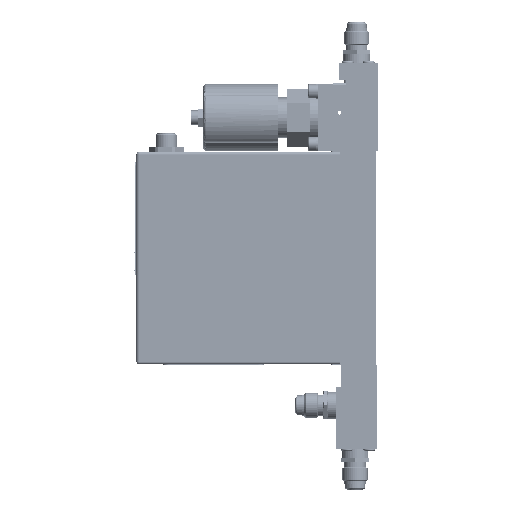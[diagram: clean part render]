
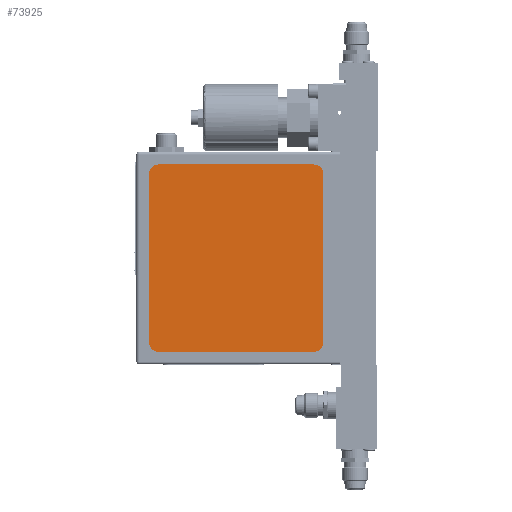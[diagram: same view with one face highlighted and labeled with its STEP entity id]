
A CAD part, left-side view. The second image highlights one B-rep face of the part: STEP entity #73925.
In plain terms, the highlighted face is planar.
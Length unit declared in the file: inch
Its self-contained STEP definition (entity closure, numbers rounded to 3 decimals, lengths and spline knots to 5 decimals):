
#1656 = DIRECTION ( 'NONE',  ( 0., -1., 0. ) ) ;
#1687 = EDGE_LOOP ( 'NONE', ( #46362, #22498, #114534, #57773, #97767, #100233, #26529, #58081 ) ) ;
#1891 = VERTEX_POINT ( 'NONE', #99490 ) ;
#4029 = DIRECTION ( 'NONE',  ( 1., 0., 0. ) ) ;
#6206 = CARTESIAN_POINT ( 'NONE',  ( 0.20866, 3.89764, 0.01 ) ) ;
#9038 = VECTOR ( 'NONE', #45162, 39.37008 ) ;
#9110 = VERTEX_POINT ( 'NONE', #104124 ) ;
#10431 = DIRECTION ( 'NONE',  ( -1., 0., 0. ) ) ;
#10599 = EDGE_CURVE ( 'NONE', #19653, #83843, #57335, .T. ) ;
#15647 = DIRECTION ( 'NONE',  ( 0., 0., 1. ) ) ;
#16616 = VECTOR ( 'NONE', #4029, 39.37008 ) ;
#16742 = EDGE_CURVE ( 'NONE', #1891, #95230, #86496, .T. ) ;
#16908 = CARTESIAN_POINT ( 'NONE',  ( 3.97638, 0.20866, 0.01 ) ) ;
#17489 = CARTESIAN_POINT ( 'NONE',  ( 3.97638, 3.68898, 0.01 ) ) ;
#19653 = VERTEX_POINT ( 'NONE', #68925 ) ;
#20883 = AXIS2_PLACEMENT_3D ( 'NONE', #94723, #124126, #25709 ) ;
#22498 = ORIENTED_EDGE ( 'NONE', *, *, #93678, .T. ) ;
#25709 = DIRECTION ( 'NONE',  ( -1., 0., 0. ) ) ;
#26529 = ORIENTED_EDGE ( 'NONE', *, *, #94817, .T. ) ;
#27399 = LINE ( 'NONE', #86212, #92659 ) ;
#27433 = AXIS2_PLACEMENT_3D ( 'NONE', #39187, #69850, #10431 ) ;
#34932 = CARTESIAN_POINT ( 'NONE',  ( 0., 3.68898, 0.01 ) ) ;
#35990 = DIRECTION ( 'NONE',  ( -1., 0., 0. ) ) ;
#39187 = CARTESIAN_POINT ( 'NONE',  ( 0.20866, 0.20866, 0.01 ) ) ;
#41477 = CARTESIAN_POINT ( 'NONE',  ( 4.18504, 3.68898, 0.01 ) ) ;
#42185 = DIRECTION ( 'NONE',  ( -1., 0., 0. ) ) ;
#45162 = DIRECTION ( 'NONE',  ( -1., 0., 0. ) ) ;
#45940 = DIRECTION ( 'NONE',  ( 0., 1., 0. ) ) ;
#46362 = ORIENTED_EDGE ( 'NONE', *, *, #16742, .T. ) ;
#48770 = FACE_OUTER_BOUND ( 'NONE', #1687, .T. ) ;
#51795 = CARTESIAN_POINT ( 'NONE',  ( 0.20866, 0.20866, 0.01 ) ) ;
#51966 = CARTESIAN_POINT ( 'NONE',  ( 0.20866, 0., 0.01 ) ) ;
#57335 = CIRCLE ( 'NONE', #69665, 0.20866 ) ;
#57773 = ORIENTED_EDGE ( 'NONE', *, *, #60607, .T. ) ;
#58081 = ORIENTED_EDGE ( 'NONE', *, *, #76362, .T. ) ;
#60607 = EDGE_CURVE ( 'NONE', #83843, #101059, #27399, .T. ) ;
#62090 = CIRCLE ( 'NONE', #100893, 0.20866 ) ;
#68925 = CARTESIAN_POINT ( 'NONE',  ( 3.97638, 0., 0.01 ) ) ;
#69665 = AXIS2_PLACEMENT_3D ( 'NONE', #16908, #15647, #92988 ) ;
#69850 = DIRECTION ( 'NONE',  ( 0., 0., -1. ) ) ;
#73925 = ADVANCED_FACE ( 'NONE', ( #48770 ), #98004, .F. ) ;
#74227 = EDGE_CURVE ( 'NONE', #101059, #96963, #62090, .T. ) ;
#76362 = EDGE_CURVE ( 'NONE', #115144, #1891, #116707, .T. ) ;
#83843 = VERTEX_POINT ( 'NONE', #97675 ) ;
#86212 = CARTESIAN_POINT ( 'NONE',  ( 4.18504, 0.20866, 0.01 ) ) ;
#86496 = CIRCLE ( 'NONE', #90604, 0.20866 ) ;
#90604 = AXIS2_PLACEMENT_3D ( 'NONE', #51795, #90783, #42185 ) ;
#90783 = DIRECTION ( 'NONE',  ( 0., 0., 1. ) ) ;
#92210 = LINE ( 'NONE', #51966, #16616 ) ;
#92659 = VECTOR ( 'NONE', #45940, 39.37008 ) ;
#92988 = DIRECTION ( 'NONE',  ( 1., 0., 0. ) ) ;
#93678 = EDGE_CURVE ( 'NONE', #95230, #19653, #92210, .T. ) ;
#93757 = LINE ( 'NONE', #6206, #9038 ) ;
#94723 = CARTESIAN_POINT ( 'NONE',  ( 0.20866, 3.68898, 0.01 ) ) ;
#94817 = EDGE_CURVE ( 'NONE', #9110, #115144, #102552, .T. ) ;
#95230 = VERTEX_POINT ( 'NONE', #124035 ) ;
#96963 = VERTEX_POINT ( 'NONE', #100059 ) ;
#97675 = CARTESIAN_POINT ( 'NONE',  ( 4.18504, 0.20866, 0.01 ) ) ;
#97767 = ORIENTED_EDGE ( 'NONE', *, *, #74227, .T. ) ;
#98004 = PLANE ( 'NONE',  #27433 ) ;
#99490 = CARTESIAN_POINT ( 'NONE',  ( 0., 0.20866, 0.01 ) ) ;
#100059 = CARTESIAN_POINT ( 'NONE',  ( 3.97638, 3.89764, 0.01 ) ) ;
#100233 = ORIENTED_EDGE ( 'NONE', *, *, #125160, .T. ) ;
#100893 = AXIS2_PLACEMENT_3D ( 'NONE', #17489, #115873, #35990 ) ;
#101059 = VERTEX_POINT ( 'NONE', #41477 ) ;
#102552 = CIRCLE ( 'NONE', #20883, 0.20866 ) ;
#104124 = CARTESIAN_POINT ( 'NONE',  ( 0.20866, 3.89764, 0.01 ) ) ;
#107340 = VECTOR ( 'NONE', #1656, 39.37008 ) ;
#114534 = ORIENTED_EDGE ( 'NONE', *, *, #10599, .T. ) ;
#115144 = VERTEX_POINT ( 'NONE', #34932 ) ;
#115873 = DIRECTION ( 'NONE',  ( 0., 0., 1. ) ) ;
#116707 = LINE ( 'NONE', #117988, #107340 ) ;
#117988 = CARTESIAN_POINT ( 'NONE',  ( 0., 0.20866, 0.01 ) ) ;
#124035 = CARTESIAN_POINT ( 'NONE',  ( 0.20866, 0., 0.01 ) ) ;
#124126 = DIRECTION ( 'NONE',  ( 0., 0., 1. ) ) ;
#125160 = EDGE_CURVE ( 'NONE', #96963, #9110, #93757, .T. ) ;
